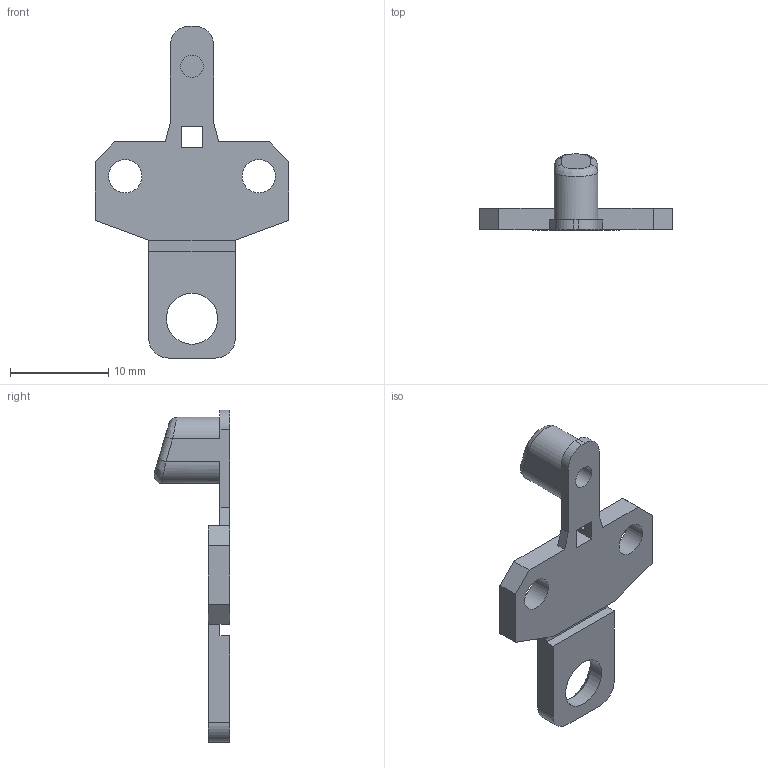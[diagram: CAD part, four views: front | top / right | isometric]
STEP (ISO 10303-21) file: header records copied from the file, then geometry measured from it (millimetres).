
FILE_DESCRIPTION(/* description */ (''),/* implementation_level */ '2;1');
FILE_NAME(/* name */ 'DPI_button_charger.stp',/* time_stamp */ '2024-03-08T12:15:35-08:00',/* author */ ('June'),/* organization */ (''),/* preprocessor_version */ 'ST-DEVELOPER v19.2',/* originating_system */ 'Autodesk Inventor 2024',/* authorisation */ '');
FILE_SCHEMA (('AUTOMOTIVE_DESIGN { 1 0 10303 214 3 1 1 }'));
Length unit declared in the file: millimetre
Products named in the file (1): DPI_button_charger
Bounding box: 19.7 x 7.7 x 33.8 mm (x, y, z)
Volume: 705.8 mm3; surface area: 1019.9 mm2
Topology: 1 solids, 1 shells, 45 faces, 122 edges, 79 vertices
Faces by surface type: plane 30, cylinder 12, bspline 2, cone 1
Full cylindrical faces by diameter (mm): 2.3 x1, 3.4 x2, 5.2 x1
Entity records: 1553 total; most frequent: CARTESIAN_POINT 340, ORIENTED_EDGE 244, DIRECTION 237, EDGE_CURVE 122, LINE 95, VECTOR 95, VERTEX_POINT 79, AXIS2_PLACEMENT_3D 71
